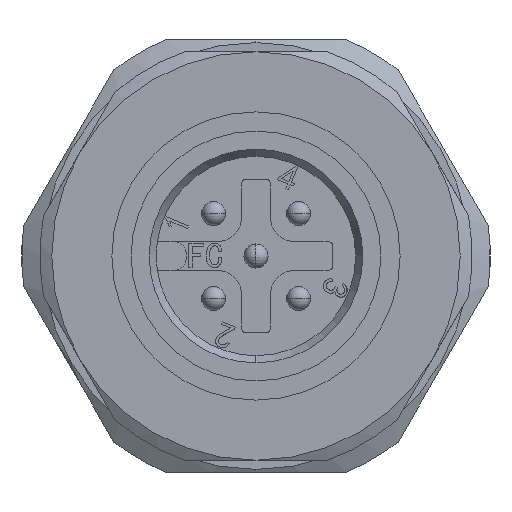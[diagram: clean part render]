
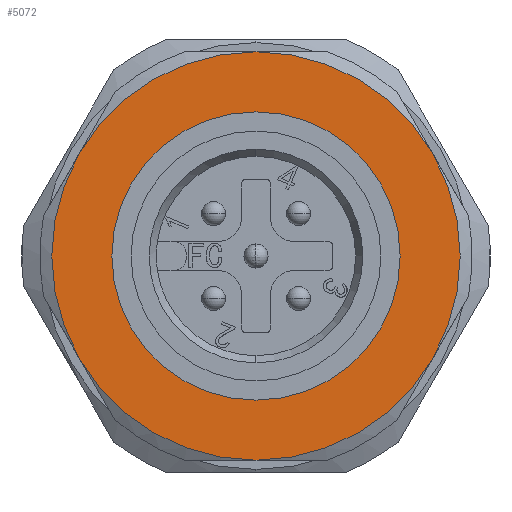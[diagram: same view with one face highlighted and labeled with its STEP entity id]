
A CAD part, left-side view. The second image highlights one B-rep face of the part: STEP entity #5072.
In plain terms, the highlighted planar face has unit normal (-1, 0, 0).
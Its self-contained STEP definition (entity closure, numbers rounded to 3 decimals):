
#1482=CARTESIAN_POINT('',(11.,0.,0.));
#1483=DIRECTION('',(-1.,0.,0.));
#1484=DIRECTION('',(0.,0.866,-0.5));
#1485=AXIS2_PLACEMENT_3D('',#1482,#1483,#1484);
#1487=CARTESIAN_POINT('',(11.,0.,0.));
#1488=DIRECTION('',(-1.,0.,0.));
#1489=DIRECTION('',(0.,0.866,0.5));
#1490=AXIS2_PLACEMENT_3D('',#1487,#1488,#1489);
#1492=CARTESIAN_POINT('',(11.,0.,0.));
#1493=DIRECTION('',(-1.,0.,0.));
#1494=DIRECTION('',(0.,0.,1.));
#1495=AXIS2_PLACEMENT_3D('',#1492,#1493,#1494);
#1497=CARTESIAN_POINT('',(11.,0.,0.));
#1498=DIRECTION('',(-1.,0.,0.));
#1499=DIRECTION('',(0.,-0.866,0.5));
#1500=AXIS2_PLACEMENT_3D('',#1497,#1498,#1499);
#1502=CARTESIAN_POINT('',(11.,0.,0.));
#1503=DIRECTION('',(-1.,0.,0.));
#1504=DIRECTION('',(0.,-0.866,-0.5));
#1505=AXIS2_PLACEMENT_3D('',#1502,#1503,#1504);
#1507=CARTESIAN_POINT('',(11.,0.,0.));
#1508=DIRECTION('',(-1.,0.,0.));
#1509=DIRECTION('',(0.,0.,-1.));
#1510=AXIS2_PLACEMENT_3D('',#1507,#1508,#1509);
#1512=CARTESIAN_POINT('',(11.,0.,0.));
#1513=DIRECTION('',(1.,0.,0.));
#1514=DIRECTION('',(0.,0.,-1.));
#1515=AXIS2_PLACEMENT_3D('',#1512,#1513,#1514);
#1517=CARTESIAN_POINT('',(11.,0.,0.));
#1518=DIRECTION('',(1.,0.,0.));
#1519=DIRECTION('',(0.,0.,1.));
#1520=AXIS2_PLACEMENT_3D('',#1517,#1518,#1519);
#2244=CARTESIAN_POINT('',(11.,-7.361,-4.25));
#2275=CARTESIAN_POINT('',(11.,7.361,4.25));
#3197=CARTESIAN_POINT('',(11.,0.,-5.4));
#3199=VERTEX_POINT('',#3197);
#3212=VERTEX_POINT('',#2244);
#3234=CARTESIAN_POINT('',(11.,-7.361,4.25));
#3235=CARTESIAN_POINT('',(11.,0.,8.5));
#3236=VERTEX_POINT('',#3234);
#3237=VERTEX_POINT('',#3235);
#3372=VERTEX_POINT('',#2275);
#3408=CARTESIAN_POINT('',(11.,0.,-8.5));
#3409=VERTEX_POINT('',#3408);
#3447=CARTESIAN_POINT('',(11.,0.,5.4));
#3448=VERTEX_POINT('',#3447);
#3525=CARTESIAN_POINT('',(11.,7.361,-4.25));
#3526=VERTEX_POINT('',#3525);
#5048=CARTESIAN_POINT('',(11.,0.,-5.4));
#5049=DIRECTION('',(1.,0.,0.));
#5050=DIRECTION('',(0.,1.,0.));
#5051=AXIS2_PLACEMENT_3D('',#5048,#5049,#5050);
#5052=PLANE('',#5051);
#5054=ORIENTED_EDGE('',*,*,#5053,.F.);
#5056=ORIENTED_EDGE('',*,*,#5055,.F.);
#5058=ORIENTED_EDGE('',*,*,#5057,.F.);
#5060=ORIENTED_EDGE('',*,*,#5059,.F.);
#5062=ORIENTED_EDGE('',*,*,#5061,.F.);
#5064=ORIENTED_EDGE('',*,*,#5063,.F.);
#5065=EDGE_LOOP('',(#5054,#5056,#5058,#5060,#5062,#5064));
#5066=FACE_OUTER_BOUND('',#5065,.F.);
#5067=ORIENTED_EDGE('',*,*,#5038,.F.);
#5069=ORIENTED_EDGE('',*,*,#5068,.F.);
#5070=EDGE_LOOP('',(#5067,#5069));
#5071=FACE_BOUND('',#5070,.F.);
#5072=ADVANCED_FACE('',(#5066,#5071),#5052,.F.);
#1486=CIRCLE('',#1485,8.5);
#1491=CIRCLE('',#1490,8.5);
#1496=CIRCLE('',#1495,8.5);
#1501=CIRCLE('',#1500,8.5);
#1506=CIRCLE('',#1505,8.5);
#1511=CIRCLE('',#1510,8.5);
#1516=CIRCLE('',#1515,5.4);
#1521=CIRCLE('',#1520,5.4);
#5038=EDGE_CURVE('',#3199,#3448,#1516,.T.);
#5053=EDGE_CURVE('',#3526,#3409,#1486,.T.);
#5055=EDGE_CURVE('',#3372,#3526,#1491,.T.);
#5057=EDGE_CURVE('',#3237,#3372,#1496,.T.);
#5059=EDGE_CURVE('',#3236,#3237,#1501,.T.);
#5061=EDGE_CURVE('',#3212,#3236,#1506,.T.);
#5063=EDGE_CURVE('',#3409,#3212,#1511,.T.);
#5068=EDGE_CURVE('',#3448,#3199,#1521,.T.);
